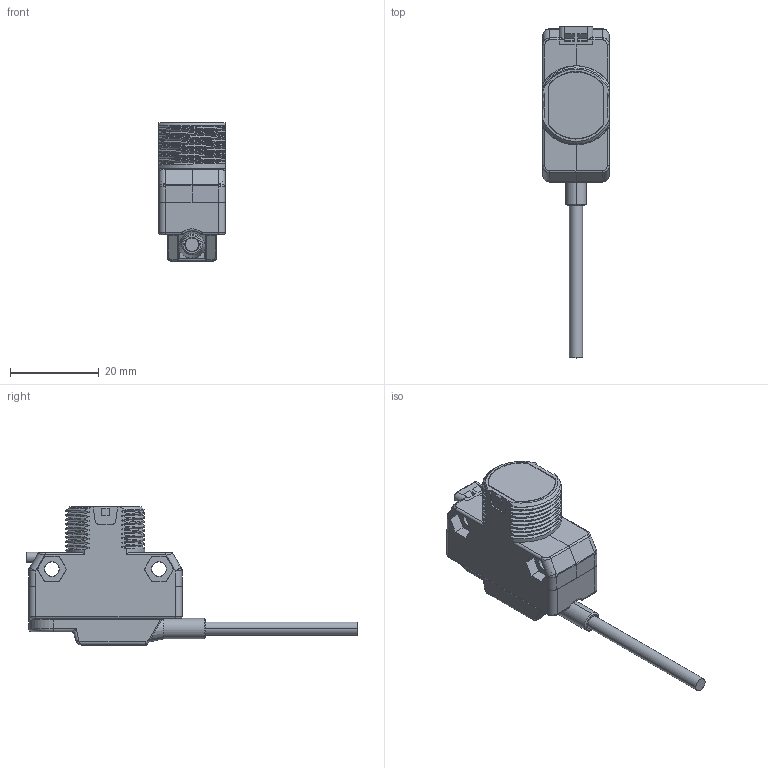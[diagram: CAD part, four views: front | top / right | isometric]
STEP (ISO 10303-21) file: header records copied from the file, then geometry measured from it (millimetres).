
FILE_DESCRIPTION((''),'2;1');
FILE_NAME('139461_SM01_ASM','2022-05-25T10:07:42',('PDMAdmin'),('BANNER ENGINEERING'),'CREO PARAMETRIC BY PTC INC, 2019292','CREO PARAMETRIC BY PTC INC, 2019292','');
FILE_SCHEMA(('CONFIG_CONTROL_DESIGN'));
Products named in the file (3): 139461_EP01; ASSEMBLY_55820; 139461_SM01_ASM
Assembly tree (2 placements, depth 2):
  139461_SM01_ASM
    139461_EP01
    ASSEMBLY_55820
Bounding box: 15 x 74.71 x 31.1 mm (x, y, z)
Volume: 11265.4 mm3; surface area: 4791.2 mm2
Topology: 2 solids, 2 shells, 373 faces, 946 edges, 586 vertices
Faces by surface type: plane 122, cylinder 108, bspline 97, cone 22, torus 16, sphere 8
Entity records: 17212 total; most frequent: CARTESIAN_POINT 8932, ORIENTED_EDGE 1888, DIRECTION 1403, EDGE_CURVE 944, VERTEX_POINT 586, VECTOR 471, LINE 471, AXIS2_PLACEMENT_3D 466
